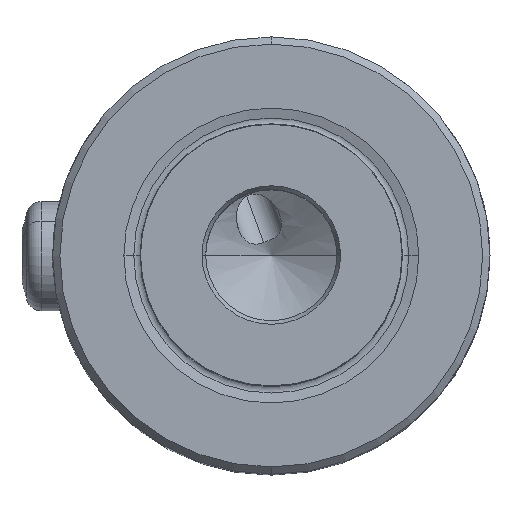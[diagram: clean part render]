
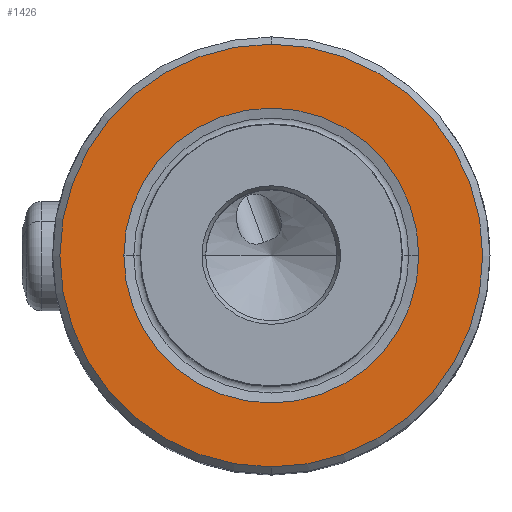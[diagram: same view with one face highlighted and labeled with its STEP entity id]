
A CAD part, top view. The second image highlights one B-rep face of the part: STEP entity #1426.
In plain terms, the highlighted planar face has unit normal (0, 0, 1).
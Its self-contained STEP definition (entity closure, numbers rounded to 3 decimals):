
#766=VERTEX_POINT('NONE',#2147);
#898=EDGE_CURVE('NONE',#1066,#1780,#2296,.T.);
#944=EDGE_CURVE('NONE',#766,#1690,#2346,.T.);
#1066=VERTEX_POINT('NONE',#2477);
#1426=ADVANCED_FACE('NONE',(#2879,#2880),#2881,.T.);
#1542=EDGE_CURVE('NONE',#1690,#766,#3007,.T.);
#1690=VERTEX_POINT('NONE',#3171);
#1780=VERTEX_POINT('NONE',#3274);
#2020=EDGE_CURVE('NONE',#1780,#1066,#3541,.T.);
#2147=CARTESIAN_POINT('',(10.112,0.,0.0));
#2296=CIRCLE('',#3978,14.5);
#2346=CIRCLE('',#4087,10.112);
#2477=CARTESIAN_POINT('',(0.,14.5,0.0));
#2879=FACE_OUTER_BOUND('',#5072,.T.);
#2880=FACE_BOUND('',#5073,.T.);
#2881=PLANE('',#5074);
#3007=CIRCLE('',#5349,10.112);
#3171=CARTESIAN_POINT('',(-10.112,0.,0.0));
#3274=CARTESIAN_POINT('',(0.0,-14.5,0.0));
#3541=CIRCLE('',#6336,14.5);
#3978=AXIS2_PLACEMENT_3D('',#6653,#6654,#6655);
#4087=AXIS2_PLACEMENT_3D('',#6704,#6705,#6706);
#5072=EDGE_LOOP('',(#7338,#7339));
#5073=EDGE_LOOP('',(#7340,#7341));
#5074=AXIS2_PLACEMENT_3D('',#7342,#7343,#7344);
#5349=AXIS2_PLACEMENT_3D('',#7470,#7471,#7472);
#6336=AXIS2_PLACEMENT_3D('',#8094,#8095,#8096);
#6653=CARTESIAN_POINT('',(0.0,0.0,0.0));
#6654=DIRECTION('',(0.0,-0.0,1.0));
#6655=DIRECTION('',(0.0,1.0,0.0));
#6704=CARTESIAN_POINT('',(0.0,0.0,0.0));
#6705=DIRECTION('',(0.0,-0.0,1.0));
#6706=DIRECTION('',(0.0,1.0,0.0));
#7338=ORIENTED_EDGE('',*,*,#2020,.T.);
#7339=ORIENTED_EDGE('',*,*,#898,.T.);
#7340=ORIENTED_EDGE('',*,*,#944,.F.);
#7341=ORIENTED_EDGE('',*,*,#1542,.F.);
#7342=CARTESIAN_POINT('',(-9.0,0.0,0.0));
#7343=DIRECTION('',(0.0,-0.0,1.0));
#7344=DIRECTION('',(0.0,1.0,0.0));
#7470=CARTESIAN_POINT('',(0.0,0.0,0.0));
#7471=DIRECTION('',(0.0,-0.0,1.0));
#7472=DIRECTION('',(0.0,1.0,0.0));
#8094=CARTESIAN_POINT('',(0.0,0.0,0.0));
#8095=DIRECTION('',(0.0,-0.0,1.0));
#8096=DIRECTION('',(0.0,1.0,0.0));
